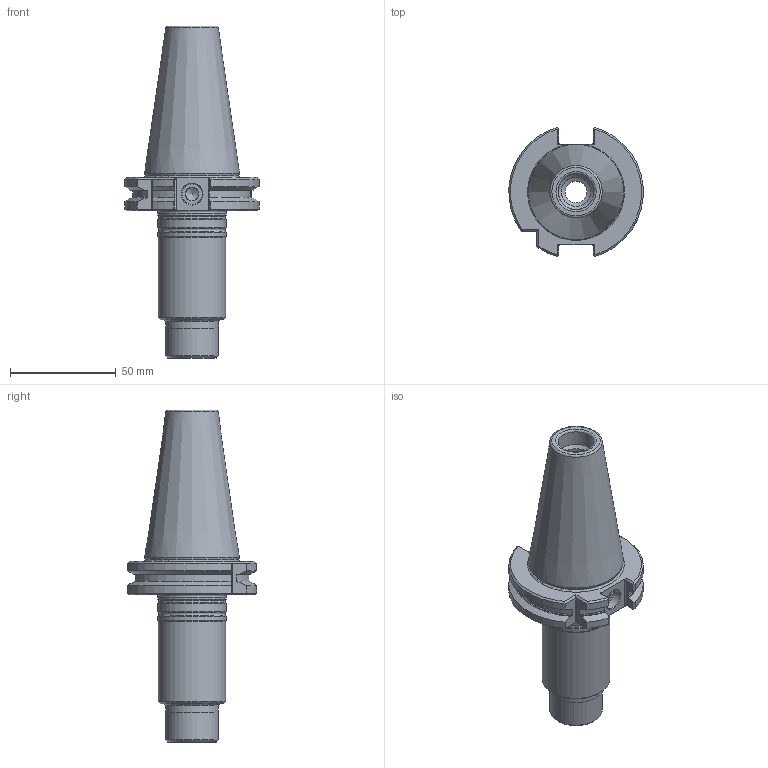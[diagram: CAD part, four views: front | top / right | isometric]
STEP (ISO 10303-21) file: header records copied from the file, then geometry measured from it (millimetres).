
FILE_DESCRIPTION(/* description */ (''),/* implementation_level */ '2;1');
FILE_NAME(/* name */ '424012050.stp',/* time_stamp */ '2021-01-08T12:43:50',/* author */ ('LRA'),/* organization */ ('REGO-FIX'),/* preprocessor_version */ ' Unknown',/* originating_system */ 'SIEMENS PLM Software Solid Edge ST10',/* authorization */ 'Unknown');
FILE_SCHEMA (('AUTOMOTIVE_DESIGN { 1 0 10303 214 2 1 1}'));
Length unit declared in the file: millimetre
Products named in the file (1): NOCUT
Bounding box: 63.35 x 61.01 x 156.75 mm (x, y, z)
Volume: 139015.9 mm3; surface area: 29929 mm2
Topology: 1 solids, 1 shells, 137 faces, 365 edges, 229 vertices
Faces by surface type: cylinder 45, plane 41, cone 37, torus 14
Full cylindrical faces by diameter (mm): 3.5 x5, 6 x1, 10 x1, 10.106 x1, 13.5 x1, 13.834 x1, 13.835 x1, 17 x1, 25 x2, 32 x1, 32.5 x3
Entity records: 4923 total; most frequent: CARTESIAN_POINT 895, DIRECTION 621, ORIENTED_EDGE 588, EDGE_CURVE 294, AXIS2_PLACEMENT_3D 259, VERTEX_POINT 215, FACE_BOUND 195, EDGE_LOOP 189
